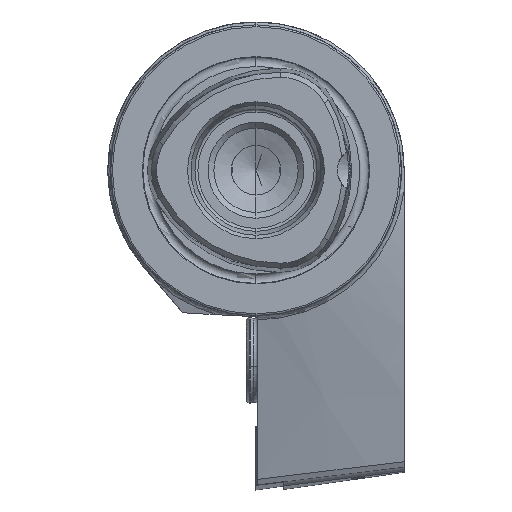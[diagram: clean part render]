
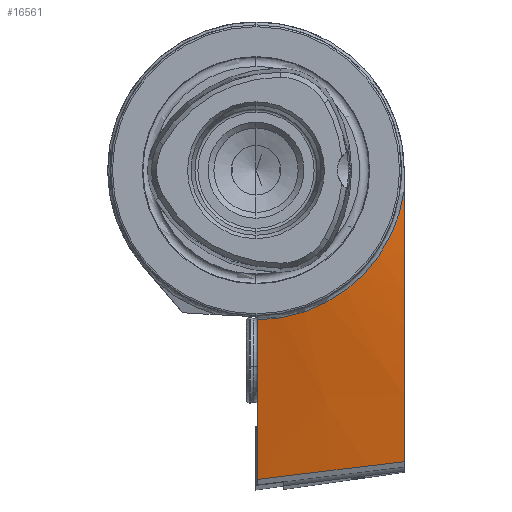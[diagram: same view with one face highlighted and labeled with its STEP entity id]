
A CAD part, left-side view. The second image highlights one B-rep face of the part: STEP entity #16561.
In plain terms, the highlighted conical face has half-angle 75 degrees and reference radius 58.259 mm.
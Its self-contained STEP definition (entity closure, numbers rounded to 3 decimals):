
#549 = CARTESIAN_POINT ( 'NONE',  ( 32.552, -0.3, -53.183 ) ) ;
#715 = CARTESIAN_POINT ( 'NONE',  ( 33.371, -25.5, -50.128 ) ) ;
#1169 = CARTESIAN_POINT ( 'NONE',  ( 25.22, -0.3, -25.82 ) ) ;
#1313 = CARTESIAN_POINT ( 'NONE',  ( 29.824, -25.5, -34.695 ) ) ;
#1481 = CARTESIAN_POINT ( 'NONE',  ( 27.664, -0.3, -34.941 ) ) ;
#1853 = DIRECTION ( 'NONE',  ( 0., 0., -1. ) ) ;
#2264 = ORIENTED_EDGE ( 'NONE', *, *, #12945, .T. ) ;
#2291 = VERTEX_POINT ( 'NONE', #715 ) ;
#2469 = CARTESIAN_POINT ( 'NONE',  ( 32.418, -4.51, -52.659 ) ) ;
#2700 = EDGE_CURVE ( 'NONE', #3862, #11111, #5717, .T. ) ;
#2709 = CARTESIAN_POINT ( 'NONE',  ( 32.703, -17.115, -51.124 ) ) ;
#2799 = FACE_OUTER_BOUND ( 'NONE', #12673, .T. ) ;
#3296 = VERTEX_POINT ( 'NONE', #5370 ) ;
#3444 = CARTESIAN_POINT ( 'NONE',  ( 25.199, 0., 0. ) ) ;
#3862 = VERTEX_POINT ( 'NONE', #9011 ) ;
#3906 = CARTESIAN_POINT ( 'NONE',  ( 27.485, -25.5, -23.056 ) ) ;
#3950 = CARTESIAN_POINT ( 'NONE',  ( 32.422, -8.715, -52.142 ) ) ;
#3987 = CARTESIAN_POINT ( 'NONE',  ( 26.802, -25.5, -19.168 ) ) ;
#4081 = ORIENTED_EDGE ( 'NONE', *, *, #16035, .T. ) ;
#4213 = CARTESIAN_POINT ( 'NONE',  ( 25.213, -0.3, -25.793 ) ) ;
#4288 = DIRECTION ( 'NONE',  ( 0., 0., -1. ) ) ;
#5037 = CARTESIAN_POINT ( 'NONE',  ( 33.371, -25.5, -50.128 ) ) ;
#5237 = CARTESIAN_POINT ( 'NONE',  ( 25.343, -25.5, -7.452 ) ) ;
#5370 = CARTESIAN_POINT ( 'NONE',  ( 32.552, -0.3, -53.183 ) ) ;
#5503 = VERTEX_POINT ( 'NONE', #1169 ) ;
#5570 = CARTESIAN_POINT ( 'NONE',  ( 25.22, -0.3, -25.82 ) ) ;
#5717 = CIRCLE ( 'NONE', #7865, 25.741 ) ;
#6437 = CARTESIAN_POINT ( 'NONE',  ( 32.452, -25.5, -46.278 ) ) ;
#7865 = AXIS2_PLACEMENT_3D ( 'NONE', #3444, #8549, #1853 ) ;
#8549 = DIRECTION ( 'NONE',  ( 1., 0., 0. ) ) ;
#8811 = CARTESIAN_POINT ( 'NONE',  ( 32.98, -21.309, -50.622 ) ) ;
#9007 = CARTESIAN_POINT ( 'NONE',  ( 25.728, -25.5, -11.366 ) ) ;
#9011 = CARTESIAN_POINT ( 'NONE',  ( 25.199, -25.5, -3.515 ) ) ;
#9197 = B_SPLINE_CURVE_WITH_KNOTS ( 'NONE', 3,
 ( #16132, #6437, #11385, #1313, #11558, #3906, #3987, #9007, #5237, #15429 ),
 .UNSPECIFIED., .F., .F.,
 ( 4, 2, 2, 2, 4 ),
 ( 0.15, 0.162, 0.174, 0.185, 0.197 ),
 .UNSPECIFIED. ) ;
#9309 = AXIS2_PLACEMENT_3D ( 'NONE', #14448, #13185, #4288 ) ;
#9321 = CARTESIAN_POINT ( 'NONE',  ( 25.22, -0.3, -25.82 ) ) ;
#9570 = CONICAL_SURFACE ( 'NONE', #9309, 58.259, 1.309 ) ;
#10169 = EDGE_CURVE ( 'NONE', #3296, #2291, #14726, .T. ) ;
#10994 = B_SPLINE_CURVE_WITH_KNOTS ( 'NONE', 3,
 ( #13190, #11613, #4213, #9321 ),
 .UNSPECIFIED., .F., .F.,
 ( 4, 4 ),
 ( 0., 0. ),
 .UNSPECIFIED. ) ;
#11111 = VERTEX_POINT ( 'NONE', #16252 ) ;
#11296 = ORIENTED_EDGE ( 'NONE', *, *, #13775, .T. ) ;
#11385 = CARTESIAN_POINT ( 'NONE',  ( 31.552, -25.5, -42.423 ) ) ;
#11430 = CARTESIAN_POINT ( 'NONE',  ( 32.552, -0.3, -53.183 ) ) ;
#11513 = ORIENTED_EDGE ( 'NONE', *, *, #10169, .T. ) ;
#11558 = CARTESIAN_POINT ( 'NONE',  ( 28.995, -25.5, -30.819 ) ) ;
#11613 = CARTESIAN_POINT ( 'NONE',  ( 25.206, -0.299, -25.766 ) ) ;
#11852 = B_SPLINE_CURVE_WITH_KNOTS ( 'NONE', 3,
 ( #5570, #1481, #15688, #549 ),
 .UNSPECIFIED., .F., .F.,
 ( 4, 4 ),
 ( 0.085, 0.113 ),
 .UNSPECIFIED. ) ;
#12673 = EDGE_LOOP ( 'NONE', ( #11513, #2264, #16173, #11296, #4081 ) ) ;
#12945 = EDGE_CURVE ( 'NONE', #2291, #3862, #9197, .T. ) ;
#13185 = DIRECTION ( 'NONE',  ( 1., 0., 0. ) ) ;
#13190 = CARTESIAN_POINT ( 'NONE',  ( 25.199, -0.296, -25.739 ) ) ;
#13775 = EDGE_CURVE ( 'NONE', #11111, #5503, #10994, .T. ) ;
#14448 = CARTESIAN_POINT ( 'NONE',  ( 33.912, 0., 0. ) ) ;
#14726 = B_SPLINE_CURVE_WITH_KNOTS ( 'NONE', 3,
 ( #11430, #2469, #3950, #2709, #8811, #5037 ),
 .UNSPECIFIED., .F., .F.,
 ( 4, 2, 4 ),
 ( 0., 0.013, 0.026 ),
 .UNSPECIFIED. ) ;
#15429 = CARTESIAN_POINT ( 'NONE',  ( 25.199, -25.5, -3.515 ) ) ;
#15688 = CARTESIAN_POINT ( 'NONE',  ( 30.108, -0.3, -44.062 ) ) ;
#16035 = EDGE_CURVE ( 'NONE', #5503, #3296, #11852, .T. ) ;
#16132 = CARTESIAN_POINT ( 'NONE',  ( 33.371, -25.5, -50.128 ) ) ;
#16173 = ORIENTED_EDGE ( 'NONE', *, *, #2700, .T. ) ;
#16252 = CARTESIAN_POINT ( 'NONE',  ( 25.199, -0.296, -25.739 ) ) ;
#16561 = ADVANCED_FACE ( 'NONE', ( #2799 ), #9570, .T. ) ;
